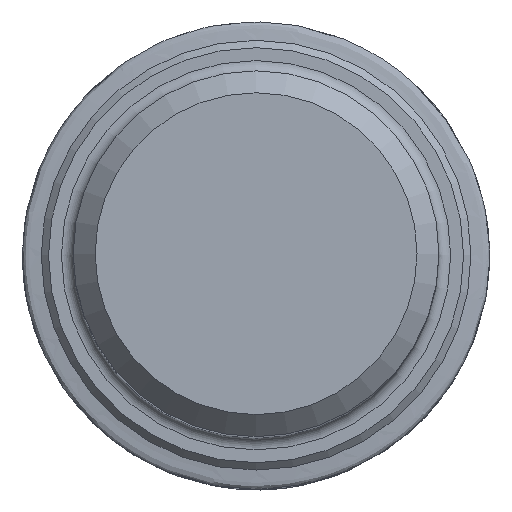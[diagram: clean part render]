
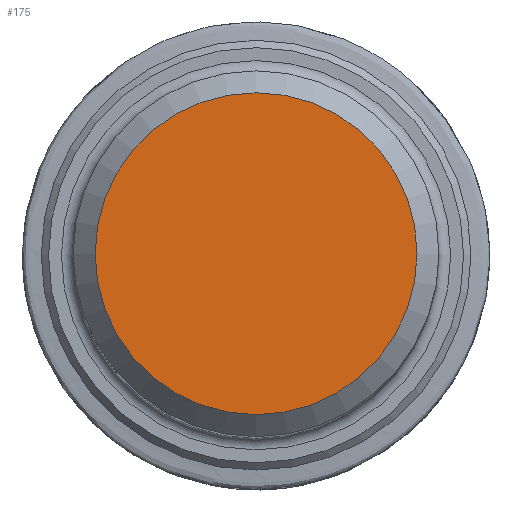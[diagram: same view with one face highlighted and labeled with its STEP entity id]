
A CAD part, top view. The second image highlights one B-rep face of the part: STEP entity #175.
In plain terms, the highlighted planar face has unit normal (0, 0, 1).
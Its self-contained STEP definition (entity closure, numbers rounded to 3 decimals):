
#150=FACE_OUTER_BOUND('',#276,.T.);
#154=PLANE('',#575);
#175=ADVANCED_FACE('CLONE_TP_FACE',(#150),#154,.T.);
#276=EDGE_LOOP('',(#318));
#318=ORIENTED_EDGE('',*,*,#366,.T.);
#341=VERTEX_POINT('',#797);
#366=EDGE_CURVE('',#341,#341,#387,.T.);
#387=CIRCLE('',#574,10.997);
#574=AXIS2_PLACEMENT_3D('',#796,#689,#690);
#575=AXIS2_PLACEMENT_3D('',#798,#691,#692);
#689=DIRECTION('',(0.,0.,1.));
#690=DIRECTION('',(1.,0.,0.));
#691=DIRECTION('',(0.,0.,1.));
#692=DIRECTION('',(1.,0.,0.));
#796=CARTESIAN_POINT('',(0.,0.,0.));
#797=CARTESIAN_POINT('',(10.997,0.,0.));
#798=CARTESIAN_POINT('',(0.,0.,0.));
